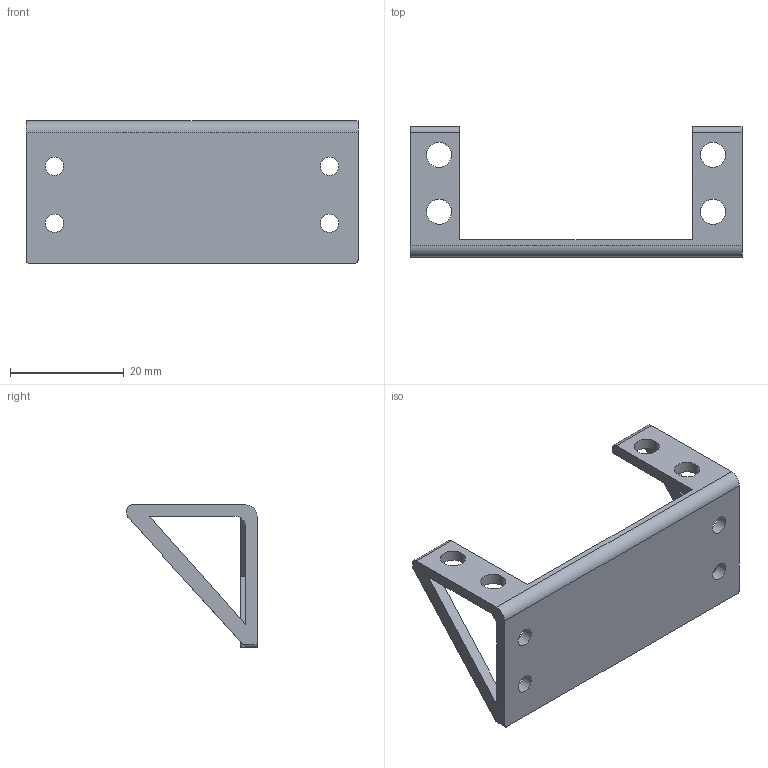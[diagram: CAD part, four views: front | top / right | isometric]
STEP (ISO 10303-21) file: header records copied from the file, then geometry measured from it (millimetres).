
FILE_DESCRIPTION(/* description */ (''),/* implementation_level */ '2;1');
FILE_NAME(/* name */ 'part01.step',/* time_stamp */ '2018-01-18T13:47:31+09:00',/* author */ (''),/* organization */ (''),/* preprocessor_version */ 'ST-DEVELOPER v16.13',/* originating_system */ 'Autodesk Translation Framework v6.5.0.72',/* authorisation */ '');
FILE_SCHEMA (('AUTOMOTIVE_DESIGN { 1 0 10303 214 3 1 1 }'));
Length unit declared in the file: millimetre
Products named in the file (1): Fusion コンポーネント
Bounding box: 58.35 x 22.9 x 25 mm (x, y, z)
Volume: 4030.3 mm3; surface area: 4905 mm2
Topology: 1 solids, 1 shells, 53 faces, 155 edges, 104 vertices
Faces by surface type: plane 32, cylinder 20, bspline 1
Full cylindrical faces by diameter (mm): 3.2 x4, 4.4 x4
Entity records: 1880 total; most frequent: CARTESIAN_POINT 349, ORIENTED_EDGE 310, DIRECTION 306, EDGE_CURVE 155, LINE 104, VECTOR 104, VERTEX_POINT 104, AXIS2_PLACEMENT_3D 101
